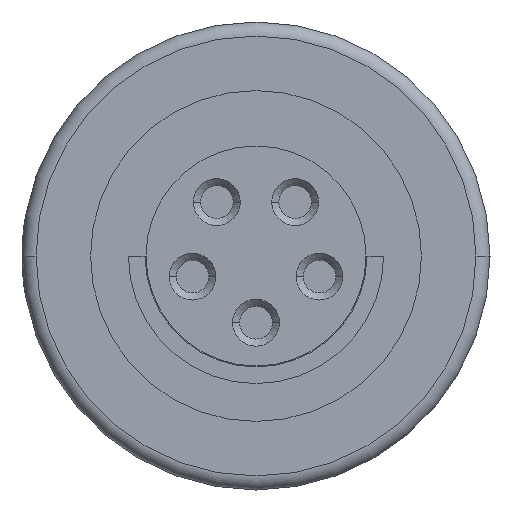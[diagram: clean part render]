
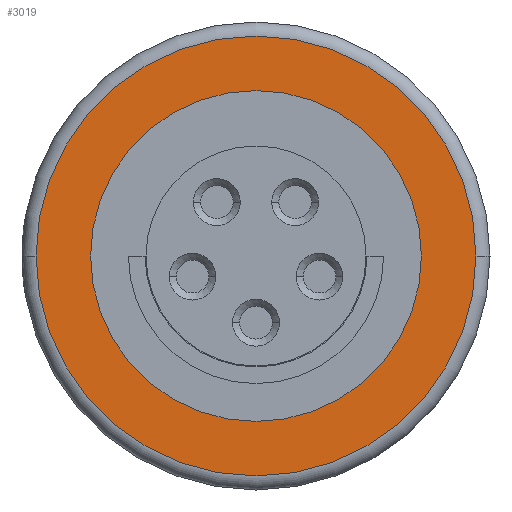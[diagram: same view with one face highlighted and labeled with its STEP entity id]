
A CAD part, left-side view. The second image highlights one B-rep face of the part: STEP entity #3019.
In plain terms, the highlighted planar face has unit normal (-1, 0, 0).
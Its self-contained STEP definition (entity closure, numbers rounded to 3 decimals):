
#127=CARTESIAN_POINT('',(-10.3,0.,0.));
#128=DIRECTION('',(-1.,0.,0.));
#129=DIRECTION('',(0.,1.,0.));
#130=AXIS2_PLACEMENT_3D('',#127,#128,#129);
#135=CARTESIAN_POINT('',(-10.3,0.,0.));
#136=DIRECTION('',(1.,0.,0.));
#137=DIRECTION('',(0.,1.,0.));
#138=AXIS2_PLACEMENT_3D('',#135,#136,#137);
#143=CARTESIAN_POINT('',(-10.3,0.,0.));
#144=DIRECTION('',(-1.,0.,0.));
#145=DIRECTION('',(0.,-1.,0.));
#146=AXIS2_PLACEMENT_3D('',#143,#144,#145);
#151=CARTESIAN_POINT('',(-10.3,0.,0.));
#152=DIRECTION('',(-1.,0.,0.));
#153=DIRECTION('',(0.,1.,0.));
#154=AXIS2_PLACEMENT_3D('',#151,#152,#153);
#2808=CARTESIAN_POINT('',(-10.3,3.535,0.));
#2810=VERTEX_POINT('',#2808);
#2812=CARTESIAN_POINT('',(-10.3,-3.535,0.));
#2814=VERTEX_POINT('',#2812);
#2916=CARTESIAN_POINT('',(-10.3,-4.7,0.));
#2917=CARTESIAN_POINT('',(-10.3,4.7,0.));
#2918=VERTEX_POINT('',#2916);
#2919=VERTEX_POINT('',#2917);
#3004=CARTESIAN_POINT('',(-10.3,0.,0.));
#3005=DIRECTION('',(1.,0.,0.));
#3006=DIRECTION('',(0.,-1.,0.));
#3007=AXIS2_PLACEMENT_3D('',#3004,#3005,#3006);
#3008=PLANE('',#3007);
#3010=ORIENTED_EDGE('',*,*,#3009,.F.);
#3012=ORIENTED_EDGE('',*,*,#3011,.F.);
#3013=EDGE_LOOP('',(#3010,#3012));
#3014=FACE_OUTER_BOUND('',#3013,.F.);
#3015=ORIENTED_EDGE('',*,*,#2997,.F.);
#3016=ORIENTED_EDGE('',*,*,#2986,.T.);
#3017=EDGE_LOOP('',(#3015,#3016));
#3018=FACE_BOUND('',#3017,.F.);
#131=CIRCLE('',#130,3.535);
#139=CIRCLE('',#138,3.535);
#147=CIRCLE('',#146,4.7);
#155=CIRCLE('',#154,4.7);
#2986=EDGE_CURVE('',#2810,#2814,#131,.T.);
#2997=EDGE_CURVE('',#2810,#2814,#139,.T.);
#3009=EDGE_CURVE('',#2918,#2919,#147,.T.);
#3011=EDGE_CURVE('',#2919,#2918,#155,.T.);
#3019=ADVANCED_FACE('',(#3014,#3018),#3008,.F.);
